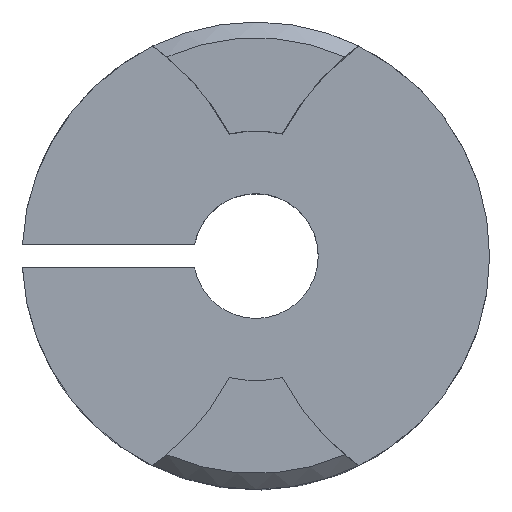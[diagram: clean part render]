
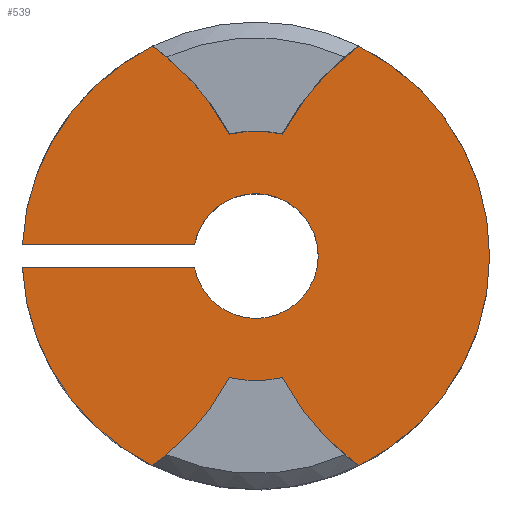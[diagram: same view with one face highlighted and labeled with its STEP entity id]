
A CAD part, top view. The second image highlights one B-rep face of the part: STEP entity #539.
In plain terms, the highlighted planar face has unit normal (0, 0, 1).
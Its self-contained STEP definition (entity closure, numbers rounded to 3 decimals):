
#5 = CARTESIAN_POINT ( 'NONE',  ( -16.383, 0., 11.303 ) ) ;
#13 = EDGE_CURVE ( 'NONE', #457, #978, #219, .T. ) ;
#15 = AXIS2_PLACEMENT_3D ( 'NONE', #595, #613, #632 ) ;
#20 = LINE ( 'NONE', #884, #138 ) ;
#26 = EDGE_CURVE ( 'NONE', #569, #588, #684, .T. ) ;
#31 = ORIENTED_EDGE ( 'NONE', *, *, #642, .T. ) ;
#35 = EDGE_CURVE ( 'NONE', #475, #509, #618, .T. ) ;
#54 = CARTESIAN_POINT ( 'NONE',  ( -1.698, -7.819, 11.303 ) ) ;
#62 = CARTESIAN_POINT ( 'NONE',  ( 6.598, -13.455, 11.303 ) ) ;
#71 = ORIENTED_EDGE ( 'NONE', *, *, #272, .F. ) ;
#74 = EDGE_CURVE ( 'NONE', #103, #475, #572, .T. ) ;
#76 = CIRCLE ( 'NONE', #98, 16.637 ) ;
#84 = FACE_OUTER_BOUND ( 'NONE', #944, .T. ) ;
#85 = CIRCLE ( 'NONE', #234, 16.637 ) ;
#98 = AXIS2_PLACEMENT_3D ( 'NONE', #590, #820, #233 ) ;
#103 = VERTEX_POINT ( 'NONE', #790 ) ;
#111 = EDGE_CURVE ( 'NONE', #658, #103, #20, .T. ) ;
#118 = VERTEX_POINT ( 'NONE', #942 ) ;
#119 = PLANE ( 'NONE',  #557 ) ;
#129 = CARTESIAN_POINT ( 'NONE',  ( 14.986, 0., 11.303 ) ) ;
#138 = VECTOR ( 'NONE', #887, 1000. ) ;
#161 = CARTESIAN_POINT ( 'NONE',  ( 8.192, 0., 11.303 ) ) ;
#169 = ORIENTED_EDGE ( 'NONE', *, *, #26, .F. ) ;
#170 = CARTESIAN_POINT ( 'NONE',  ( -14.967, -0.762, 11.303 ) ) ;
#175 = DIRECTION ( 'NONE',  ( 0., 0., 1. ) ) ;
#181 = ORIENTED_EDGE ( 'NONE', *, *, #660, .F. ) ;
#191 = AXIS2_PLACEMENT_3D ( 'NONE', #934, #920, #849 ) ;
#199 = ORIENTED_EDGE ( 'NONE', *, *, #829, .T. ) ;
#202 = VECTOR ( 'NONE', #433, 1000. ) ;
#219 = CIRCLE ( 'NONE', #736, 14.986 ) ;
#232 = CARTESIAN_POINT ( 'NONE',  ( 0., 0., 11.303 ) ) ;
#233 = DIRECTION ( 'NONE',  ( 1., 0., 0. ) ) ;
#234 = AXIS2_PLACEMENT_3D ( 'NONE', #346, #354, #358 ) ;
#235 = DIRECTION ( 'NONE',  ( 1., 0., 0. ) ) ;
#239 = DIRECTION ( 'NONE',  ( 1., 0., 0. ) ) ;
#253 = ORIENTED_EDGE ( 'NONE', *, *, #111, .F. ) ;
#272 = EDGE_CURVE ( 'NONE', #509, #520, #340, .T. ) ;
#292 = CARTESIAN_POINT ( 'NONE',  ( 0., 0., 11.303 ) ) ;
#295 = DIRECTION ( 'NONE',  ( 0., 0., 1. ) ) ;
#301 = EDGE_CURVE ( 'NONE', #734, #724, #76, .T. ) ;
#315 = CARTESIAN_POINT ( 'NONE',  ( -16.383, 0., 11.303 ) ) ;
#324 = DIRECTION ( 'NONE',  ( 0., 0., 1. ) ) ;
#329 = DIRECTION ( 'NONE',  ( 1., 0., 0. ) ) ;
#340 = LINE ( 'NONE', #513, #202 ) ;
#346 = CARTESIAN_POINT ( 'NONE',  ( 16.383, 0., 11.303 ) ) ;
#350 = AXIS2_PLACEMENT_3D ( 'NONE', #540, #703, #459 ) ;
#354 = DIRECTION ( 'NONE',  ( 0., 0., 1. ) ) ;
#358 = DIRECTION ( 'NONE',  ( 1., 0., 0. ) ) ;
#362 = CARTESIAN_POINT ( 'NONE',  ( 6.598, 13.455, 11.303 ) ) ;
#375 = DIRECTION ( 'NONE',  ( 1., 0., 0. ) ) ;
#380 = DIRECTION ( 'NONE',  ( 1., 0., 0. ) ) ;
#385 = VERTEX_POINT ( 'NONE', #883 ) ;
#388 = CIRCLE ( 'NONE', #350, 14.986 ) ;
#410 = CARTESIAN_POINT ( 'NONE',  ( 0., 0., 11.303 ) ) ;
#422 = DIRECTION ( 'NONE',  ( 1., 0., 0. ) ) ;
#433 = DIRECTION ( 'NONE',  ( -1., 0., 0. ) ) ;
#435 = DIRECTION ( 'NONE',  ( 0., 0., -1. ) ) ;
#457 = VERTEX_POINT ( 'NONE', #129 ) ;
#459 = DIRECTION ( 'NONE',  ( 1., 0., 0. ) ) ;
#461 = EDGE_CURVE ( 'NONE', #998, #385, #1028, .T. ) ;
#465 = CARTESIAN_POINT ( 'NONE',  ( 0., 0., 11.303 ) ) ;
#474 = DIRECTION ( 'NONE',  ( 0., 0., 1. ) ) ;
#475 = VERTEX_POINT ( 'NONE', #502 ) ;
#479 = ORIENTED_EDGE ( 'NONE', *, *, #13, .T. ) ;
#484 = DIRECTION ( 'NONE',  ( 1., 0., 0. ) ) ;
#487 = EDGE_CURVE ( 'NONE', #734, #457, #911, .T. ) ;
#502 = CARTESIAN_POINT ( 'NONE',  ( 4., 0., 11.303 ) ) ;
#509 = VERTEX_POINT ( 'NONE', #682 ) ;
#513 = CARTESIAN_POINT ( 'NONE',  ( -3.927, 0.762, 11.303 ) ) ;
#520 = VERTEX_POINT ( 'NONE', #851 ) ;
#536 = CARTESIAN_POINT ( 'NONE',  ( -1.698, 7.819, 11.303 ) ) ;
#539 = ADVANCED_FACE ( 'NONE', ( #84 ), #119, .T. ) ;
#540 = CARTESIAN_POINT ( 'NONE',  ( 0., 0., 11.303 ) ) ;
#557 = AXIS2_PLACEMENT_3D ( 'NONE', #161, #175, #235 ) ;
#569 = VERTEX_POINT ( 'NONE', #54 ) ;
#571 = ORIENTED_EDGE ( 'NONE', *, *, #487, .T. ) ;
#572 = CIRCLE ( 'NONE', #879, 4. ) ;
#588 = VERTEX_POINT ( 'NONE', #670 ) ;
#590 = CARTESIAN_POINT ( 'NONE',  ( 16.383, 0., 11.303 ) ) ;
#595 = CARTESIAN_POINT ( 'NONE',  ( 0., 0., 11.303 ) ) ;
#613 = DIRECTION ( 'NONE',  ( 0., 0., 1. ) ) ;
#618 = CIRCLE ( 'NONE', #825, 4. ) ;
#628 = ORIENTED_EDGE ( 'NONE', *, *, #35, .F. ) ;
#632 = DIRECTION ( 'NONE',  ( 1., 0., 0. ) ) ;
#642 = EDGE_CURVE ( 'NONE', #118, #998, #958, .T. ) ;
#643 = CARTESIAN_POINT ( 'NONE',  ( 1.698, -7.819, 11.303 ) ) ;
#644 = ORIENTED_EDGE ( 'NONE', *, *, #301, .F. ) ;
#652 = ORIENTED_EDGE ( 'NONE', *, *, #461, .T. ) ;
#658 = VERTEX_POINT ( 'NONE', #170 ) ;
#660 = EDGE_CURVE ( 'NONE', #724, #569, #712, .T. ) ;
#670 = CARTESIAN_POINT ( 'NONE',  ( -6.598, -13.455, 11.303 ) ) ;
#682 = CARTESIAN_POINT ( 'NONE',  ( -3.927, 0.762, 11.303 ) ) ;
#684 = CIRCLE ( 'NONE', #781, 16.637 ) ;
#697 = ORIENTED_EDGE ( 'NONE', *, *, #809, .T. ) ;
#703 = DIRECTION ( 'NONE',  ( 0., 0., 1. ) ) ;
#712 = CIRCLE ( 'NONE', #867, 8.001 ) ;
#724 = VERTEX_POINT ( 'NONE', #643 ) ;
#734 = VERTEX_POINT ( 'NONE', #62 ) ;
#736 = AXIS2_PLACEMENT_3D ( 'NONE', #292, #295, #375 ) ;
#781 = AXIS2_PLACEMENT_3D ( 'NONE', #5, #960, #380 ) ;
#790 = CARTESIAN_POINT ( 'NONE',  ( -3.927, -0.762, 11.303 ) ) ;
#800 = CARTESIAN_POINT ( 'NONE',  ( 0., 0., 11.303 ) ) ;
#804 = DIRECTION ( 'NONE',  ( 0., 0., 1. ) ) ;
#809 = EDGE_CURVE ( 'NONE', #658, #588, #886, .T. ) ;
#811 = ORIENTED_EDGE ( 'NONE', *, *, #900, .T. ) ;
#812 = AXIS2_PLACEMENT_3D ( 'NONE', #232, #890, #239 ) ;
#820 = DIRECTION ( 'NONE',  ( 0., 0., -1. ) ) ;
#825 = AXIS2_PLACEMENT_3D ( 'NONE', #465, #474, #484 ) ;
#829 = EDGE_CURVE ( 'NONE', #978, #118, #85, .T. ) ;
#836 = AXIS2_PLACEMENT_3D ( 'NONE', #315, #324, #329 ) ;
#849 = DIRECTION ( 'NONE',  ( 1., 0., 0. ) ) ;
#850 = DIRECTION ( 'NONE',  ( 1., 0., 0. ) ) ;
#851 = CARTESIAN_POINT ( 'NONE',  ( -14.967, 0.762, 11.303 ) ) ;
#866 = ORIENTED_EDGE ( 'NONE', *, *, #74, .F. ) ;
#867 = AXIS2_PLACEMENT_3D ( 'NONE', #410, #435, #422 ) ;
#879 = AXIS2_PLACEMENT_3D ( 'NONE', #800, #804, #850 ) ;
#883 = CARTESIAN_POINT ( 'NONE',  ( -6.598, 13.455, 11.303 ) ) ;
#884 = CARTESIAN_POINT ( 'NONE',  ( -14.967, -0.762, 11.303 ) ) ;
#886 = CIRCLE ( 'NONE', #191, 14.986 ) ;
#887 = DIRECTION ( 'NONE',  ( 1., 0., 0. ) ) ;
#890 = DIRECTION ( 'NONE',  ( 0., 0., 1. ) ) ;
#900 = EDGE_CURVE ( 'NONE', #385, #520, #388, .T. ) ;
#911 = CIRCLE ( 'NONE', #15, 14.986 ) ;
#920 = DIRECTION ( 'NONE',  ( 0., 0., 1. ) ) ;
#934 = CARTESIAN_POINT ( 'NONE',  ( 0., 0., 11.303 ) ) ;
#942 = CARTESIAN_POINT ( 'NONE',  ( 1.698, 7.819, 11.303 ) ) ;
#944 = EDGE_LOOP ( 'NONE', ( #71, #628, #866, #253, #697, #169, #181, #644, #571, #479, #199, #31, #652, #811 ) ) ;
#958 = CIRCLE ( 'NONE', #812, 8.001 ) ;
#960 = DIRECTION ( 'NONE',  ( 0., 0., -1. ) ) ;
#978 = VERTEX_POINT ( 'NONE', #362 ) ;
#998 = VERTEX_POINT ( 'NONE', #536 ) ;
#1028 = CIRCLE ( 'NONE', #836, 16.637 ) ;
